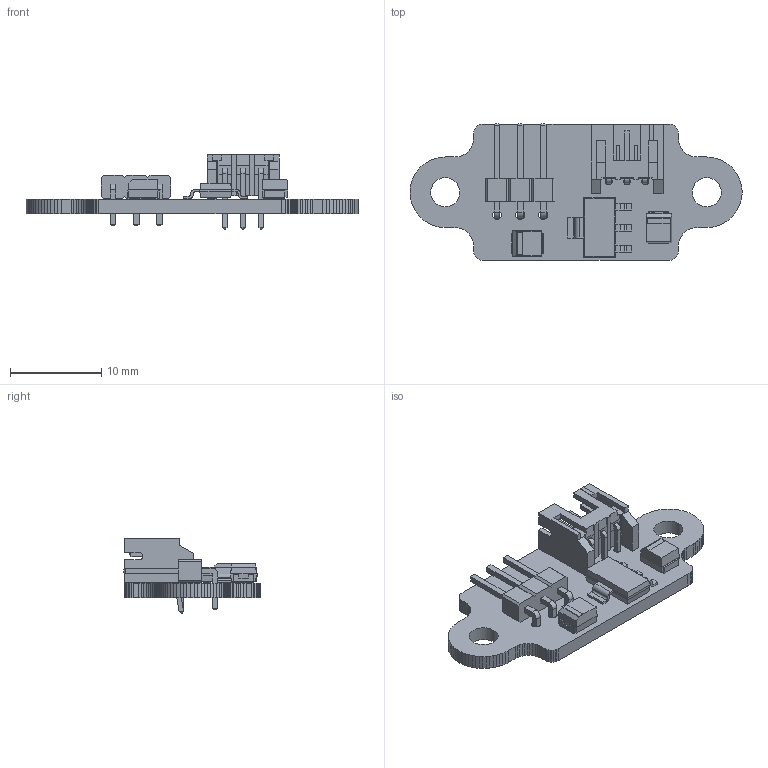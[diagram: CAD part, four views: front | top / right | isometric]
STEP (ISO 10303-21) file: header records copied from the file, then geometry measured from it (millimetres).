
FILE_DESCRIPTION(('KiCad electronic assembly'),'2;1');
FILE_NAME('12v_servo_driver.step','2023-03-07T19:53:57',('Pcbnew'),( 'Kicad'),'Open CASCADE STEP processor 7.6','KiCad to STEP converter' ,'Unknown');
FILE_SCHEMA(('AUTOMOTIVE_DESIGN { 1 0 10303 214 1 1 1 1 }'));
Length unit declared in the file: millimetre
Products named in the file (10): 12v_servo_driver 1; CP_EIA-3528-21_Kemet-B; SOLID; PinHeader_1x03_P2.54mm_Horizontal; SOT-223; JST_PH_S3B-PH-K_1x03_P2.00mm_Horizontal; PCB
Assembly tree (10 placements, depth 3):
  12v_servo_driver 1
    CP_EIA-3528-21_Kemet-B  x2
      SOLID
    PinHeader_1x03_P2.54mm_Horizontal
      SOLID
    SOT-223
      SOLID
    JST_PH_S3B-PH-K_1x03_P2.00mm_Horizontal
      SOLID
    PCB
Bounding box: 36.44 x 15.02 x 8.25 mm (x, y, z)
Volume: 921.8 mm3; surface area: 1795.4 mm2
Topology: 6 solids, 6 shells, 563 faces, 1527 edges, 986 vertices
Faces by surface type: plane 484, cylinder 45, bspline 34
Full cylindrical faces by diameter (mm): 0.75 x3, 1 x3, 3.2 x2
Entity records: 39533 total; most frequent: CARTESIAN_POINT 8773, DIRECTION 5144, LINE 3944, VECTOR 3944, ORIENTED_EDGE 2802, PCURVE 2802, DEFINITIONAL_REPRESENTATION 2802, EDGE_CURVE 1401
